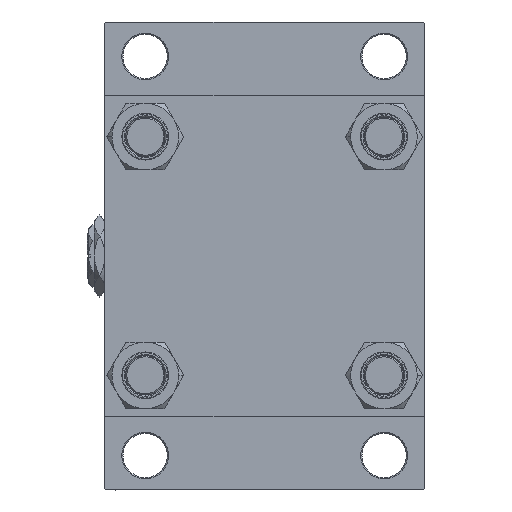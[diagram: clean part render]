
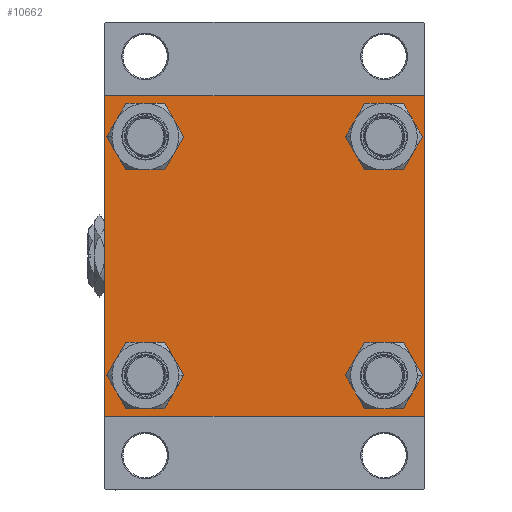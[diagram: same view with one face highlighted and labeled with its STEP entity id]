
A CAD part, left-side view. The second image highlights one B-rep face of the part: STEP entity #10662.
In plain terms, the highlighted planar face has unit normal (-1, 0, 0).
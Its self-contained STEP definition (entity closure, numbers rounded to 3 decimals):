
#161 = ORIENTED_EDGE ( 'NONE', *, *, #19320, .F. ) ;
#383 = AXIS2_PLACEMENT_3D ( 'NONE', #25358, #13231, #28654 ) ;
#996 = AXIS2_PLACEMENT_3D ( 'NONE', #23200, #38643, #3999 ) ;
#1628 = FACE_BOUND ( 'NONE', #18462, .T. ) ;
#2117 = EDGE_CURVE ( 'NONE', #28346, #44042, #46609, .T. ) ;
#2764 = CARTESIAN_POINT ( 'NONE',  ( 0., 48.45, -39.95 ) ) ;
#2778 = VECTOR ( 'NONE', #38421, 1000. ) ;
#3437 = VERTEX_POINT ( 'NONE', #45813 ) ;
#3493 = AXIS2_PLACEMENT_3D ( 'NONE', #21718, #37157, #13621 ) ;
#3634 = VERTEX_POINT ( 'NONE', #2764 ) ;
#3999 = DIRECTION ( 'NONE',  ( 0., 0., 1. ) ) ;
#4821 = EDGE_CURVE ( 'NONE', #7642, #16843, #6828, .T. ) ;
#4932 = EDGE_CURVE ( 'NONE', #14435, #3634, #6746, .T. ) ;
#5062 = CARTESIAN_POINT ( 'NONE',  ( 0., -48.45, 48.45 ) ) ;
#5167 = PLANE ( 'NONE',  #383 ) ;
#5379 = EDGE_CURVE ( 'NONE', #27792, #45204, #13877, .T. ) ;
#5441 = CARTESIAN_POINT ( 'NONE',  ( 0., 48.45, 48.45 ) ) ;
#5985 = CARTESIAN_POINT ( 'NONE',  ( 0., -48.45, 56.95 ) ) ;
#6242 = VECTOR ( 'NONE', #35855, 1000. ) ;
#6746 = CIRCLE ( 'NONE', #35036, 8.5 ) ;
#6769 = AXIS2_PLACEMENT_3D ( 'NONE', #5441, #17559, #21106 ) ;
#6828 = LINE ( 'NONE', #22522, #25328 ) ;
#7478 = EDGE_CURVE ( 'NONE', #49132, #22138, #47828, .T. ) ;
#7642 = VERTEX_POINT ( 'NONE', #18814 ) ;
#8076 = CARTESIAN_POINT ( 'NONE',  ( 0., 64.5, 65. ) ) ;
#8085 = LINE ( 'NONE', #46309, #30812 ) ;
#8103 = EDGE_CURVE ( 'NONE', #17775, #48611, #15593, .T. ) ;
#8394 = CIRCLE ( 'NONE', #6769, 8.5 ) ;
#8565 = DIRECTION ( 'NONE',  ( 0., 0., 1. ) ) ;
#9241 = ORIENTED_EDGE ( 'NONE', *, *, #22258, .T. ) ;
#9667 = EDGE_CURVE ( 'NONE', #45204, #27792, #8394, .T. ) ;
#9919 = FACE_BOUND ( 'NONE', #22405, .T. ) ;
#10662 = ADVANCED_FACE ( 'NONE', ( #1628, #44585, #39824, #9919, #35785 ), #5167, .T. ) ;
#10977 = ORIENTED_EDGE ( 'NONE', *, *, #2117, .T. ) ;
#11635 = DIRECTION ( 'NONE',  ( 0., 0., -1. ) ) ;
#11664 = DIRECTION ( 'NONE',  ( 0., 0., 1. ) ) ;
#12366 = CARTESIAN_POINT ( 'NONE',  ( 0., 48.45, -48.45 ) ) ;
#13231 = DIRECTION ( 'NONE',  ( -1., 0., 0. ) ) ;
#13621 = DIRECTION ( 'NONE',  ( 0., 0., 1. ) ) ;
#13753 = EDGE_CURVE ( 'NONE', #45667, #3437, #19700, .T. ) ;
#13877 = CIRCLE ( 'NONE', #996, 8.5 ) ;
#13902 = EDGE_CURVE ( 'NONE', #16843, #49132, #34381, .T. ) ;
#14435 = VERTEX_POINT ( 'NONE', #17542 ) ;
#14750 = DIRECTION ( 'NONE',  ( 0., 0.707, 0.707 ) ) ;
#15593 = CIRCLE ( 'NONE', #3493, 8.5 ) ;
#16198 = ORIENTED_EDGE ( 'NONE', *, *, #9667, .T. ) ;
#16282 = VERTEX_POINT ( 'NONE', #24924 ) ;
#16843 = VERTEX_POINT ( 'NONE', #41310 ) ;
#16888 = EDGE_CURVE ( 'NONE', #3634, #14435, #23858, .T. ) ;
#17189 = CARTESIAN_POINT ( 'NONE',  ( 0., 48.45, 56.95 ) ) ;
#17526 = DIRECTION ( 'NONE',  ( 0., 0., 1. ) ) ;
#17542 = CARTESIAN_POINT ( 'NONE',  ( 0., 48.45, -56.95 ) ) ;
#17559 = DIRECTION ( 'NONE',  ( 1., 0., 0. ) ) ;
#17586 = AXIS2_PLACEMENT_3D ( 'NONE', #31938, #34556, #35735 ) ;
#17775 = VERTEX_POINT ( 'NONE', #28179 ) ;
#18196 = EDGE_LOOP ( 'NONE', ( #43162, #27809, #41567, #33763, #161, #10977, #47826, #44084 ) ) ;
#18462 = EDGE_LOOP ( 'NONE', ( #48315, #9241 ) ) ;
#18814 = CARTESIAN_POINT ( 'NONE',  ( 0., 65., -64.5 ) ) ;
#19320 = EDGE_CURVE ( 'NONE', #28346, #22138, #45194, .T. ) ;
#19499 = LINE ( 'NONE', #30400, #44400 ) ;
#19700 = CIRCLE ( 'NONE', #29391, 8.5 ) ;
#20408 = CARTESIAN_POINT ( 'NONE',  ( 0., 64.75, 64.75 ) ) ;
#21106 = DIRECTION ( 'NONE',  ( 0., 0., 1. ) ) ;
#21177 = ORIENTED_EDGE ( 'NONE', *, *, #16888, .T. ) ;
#21544 = VERTEX_POINT ( 'NONE', #8076 ) ;
#21568 = CARTESIAN_POINT ( 'NONE',  ( 0., 48.45, -48.45 ) ) ;
#21718 = CARTESIAN_POINT ( 'NONE',  ( 0., -48.45, -48.45 ) ) ;
#22094 = EDGE_CURVE ( 'NONE', #21544, #16282, #43424, .T. ) ;
#22138 = VERTEX_POINT ( 'NONE', #32540 ) ;
#22247 = EDGE_LOOP ( 'NONE', ( #21177, #34176 ) ) ;
#22258 = EDGE_CURVE ( 'NONE', #3437, #45667, #45890, .T. ) ;
#22405 = EDGE_LOOP ( 'NONE', ( #44499, #16198 ) ) ;
#22522 = CARTESIAN_POINT ( 'NONE',  ( 0., 64.75, -64.75 ) ) ;
#22731 = CARTESIAN_POINT ( 'NONE',  ( 0., 65., -65. ) ) ;
#23053 = DIRECTION ( 'NONE',  ( 0., -1., 0. ) ) ;
#23200 = CARTESIAN_POINT ( 'NONE',  ( 0., 48.45, 48.45 ) ) ;
#23219 = CIRCLE ( 'NONE', #47451, 8.5 ) ;
#23858 = CIRCLE ( 'NONE', #40039, 8.5 ) ;
#24025 = DIRECTION ( 'NONE',  ( 1., 0., 0. ) ) ;
#24316 = VECTOR ( 'NONE', #14750, 1000. ) ;
#24924 = CARTESIAN_POINT ( 'NONE',  ( 0., 65., 64.5 ) ) ;
#25328 = VECTOR ( 'NONE', #37964, 1000. ) ;
#25358 = CARTESIAN_POINT ( 'NONE',  ( 0., 0., 0. ) ) ;
#26138 = CARTESIAN_POINT ( 'NONE',  ( 0., -64.5, 65. ) ) ;
#27064 = ORIENTED_EDGE ( 'NONE', *, *, #36327, .T. ) ;
#27316 = DIRECTION ( 'NONE',  ( 0., 0., 1. ) ) ;
#27553 = CARTESIAN_POINT ( 'NONE',  ( 0., -64.5, -65. ) ) ;
#27744 = EDGE_LOOP ( 'NONE', ( #27064, #34167 ) ) ;
#27792 = VERTEX_POINT ( 'NONE', #17189 ) ;
#27809 = ORIENTED_EDGE ( 'NONE', *, *, #4821, .T. ) ;
#28179 = CARTESIAN_POINT ( 'NONE',  ( 0., -48.45, -56.95 ) ) ;
#28346 = VERTEX_POINT ( 'NONE', #29635 ) ;
#28588 = DIRECTION ( 'NONE',  ( 0., -0.707, 0.707 ) ) ;
#28654 = DIRECTION ( 'NONE',  ( 0., 0., 1. ) ) ;
#28679 = CARTESIAN_POINT ( 'NONE',  ( 0., 48.45, 39.95 ) ) ;
#29391 = AXIS2_PLACEMENT_3D ( 'NONE', #5062, #24025, #27316 ) ;
#29635 = CARTESIAN_POINT ( 'NONE',  ( 0., -65., 64.5 ) ) ;
#29765 = CARTESIAN_POINT ( 'NONE',  ( 0., -65., 65. ) ) ;
#30400 = CARTESIAN_POINT ( 'NONE',  ( 0., 65., 65. ) ) ;
#30812 = VECTOR ( 'NONE', #11635, 1000. ) ;
#30922 = EDGE_CURVE ( 'NONE', #21544, #44042, #19499, .T. ) ;
#31745 = VECTOR ( 'NONE', #28588, 1000. ) ;
#31938 = CARTESIAN_POINT ( 'NONE',  ( 0., -48.45, 48.45 ) ) ;
#32540 = CARTESIAN_POINT ( 'NONE',  ( 0., -65., -64.5 ) ) ;
#32966 = CARTESIAN_POINT ( 'NONE',  ( 0., -48.45, -39.95 ) ) ;
#33723 = DIRECTION ( 'NONE',  ( 1., 0., 0. ) ) ;
#33763 = ORIENTED_EDGE ( 'NONE', *, *, #7478, .T. ) ;
#34167 = ORIENTED_EDGE ( 'NONE', *, *, #8103, .T. ) ;
#34176 = ORIENTED_EDGE ( 'NONE', *, *, #4932, .T. ) ;
#34212 = DIRECTION ( 'NONE',  ( 1., 0., 0. ) ) ;
#34381 = LINE ( 'NONE', #22731, #2778 ) ;
#34556 = DIRECTION ( 'NONE',  ( 1., 0., 0. ) ) ;
#34704 = CARTESIAN_POINT ( 'NONE',  ( 0., -48.45, -48.45 ) ) ;
#35036 = AXIS2_PLACEMENT_3D ( 'NONE', #12366, #43228, #8565 ) ;
#35735 = DIRECTION ( 'NONE',  ( 0., 0., 1. ) ) ;
#35785 = FACE_OUTER_BOUND ( 'NONE', #18196, .T. ) ;
#35855 = DIRECTION ( 'NONE',  ( 0., 0.707, -0.707 ) ) ;
#36327 = EDGE_CURVE ( 'NONE', #48611, #17775, #23219, .T. ) ;
#37157 = DIRECTION ( 'NONE',  ( 1., 0., 0. ) ) ;
#37964 = DIRECTION ( 'NONE',  ( 0., -0.707, -0.707 ) ) ;
#38421 = DIRECTION ( 'NONE',  ( 0., -1., 0. ) ) ;
#38643 = DIRECTION ( 'NONE',  ( 1., 0., 0. ) ) ;
#39824 = FACE_BOUND ( 'NONE', #22247, .T. ) ;
#40039 = AXIS2_PLACEMENT_3D ( 'NONE', #21568, #33723, #17526 ) ;
#40656 = DIRECTION ( 'NONE',  ( 0., 0., -1. ) ) ;
#41310 = CARTESIAN_POINT ( 'NONE',  ( 0., 64.5, -65. ) ) ;
#41559 = CARTESIAN_POINT ( 'NONE',  ( 0., -64.75, 64.75 ) ) ;
#41567 = ORIENTED_EDGE ( 'NONE', *, *, #13902, .T. ) ;
#42521 = VECTOR ( 'NONE', #40656, 1000. ) ;
#43162 = ORIENTED_EDGE ( 'NONE', *, *, #49044, .T. ) ;
#43228 = DIRECTION ( 'NONE',  ( 1., 0., 0. ) ) ;
#43424 = LINE ( 'NONE', #20408, #6242 ) ;
#44042 = VERTEX_POINT ( 'NONE', #26138 ) ;
#44084 = ORIENTED_EDGE ( 'NONE', *, *, #22094, .T. ) ;
#44400 = VECTOR ( 'NONE', #23053, 1000. ) ;
#44499 = ORIENTED_EDGE ( 'NONE', *, *, #5379, .T. ) ;
#44585 = FACE_BOUND ( 'NONE', #27744, .T. ) ;
#45194 = LINE ( 'NONE', #29765, #42521 ) ;
#45204 = VERTEX_POINT ( 'NONE', #28679 ) ;
#45667 = VERTEX_POINT ( 'NONE', #5985 ) ;
#45813 = CARTESIAN_POINT ( 'NONE',  ( 0., -48.45, 39.95 ) ) ;
#45890 = CIRCLE ( 'NONE', #17586, 8.5 ) ;
#46309 = CARTESIAN_POINT ( 'NONE',  ( 0., 65., 65. ) ) ;
#46609 = LINE ( 'NONE', #41559, #24316 ) ;
#47451 = AXIS2_PLACEMENT_3D ( 'NONE', #34704, #34212, #11664 ) ;
#47826 = ORIENTED_EDGE ( 'NONE', *, *, #30922, .F. ) ;
#47828 = LINE ( 'NONE', #48066, #31745 ) ;
#48066 = CARTESIAN_POINT ( 'NONE',  ( 0., -64.75, -64.75 ) ) ;
#48315 = ORIENTED_EDGE ( 'NONE', *, *, #13753, .T. ) ;
#48611 = VERTEX_POINT ( 'NONE', #32966 ) ;
#49044 = EDGE_CURVE ( 'NONE', #16282, #7642, #8085, .T. ) ;
#49132 = VERTEX_POINT ( 'NONE', #27553 ) ;
